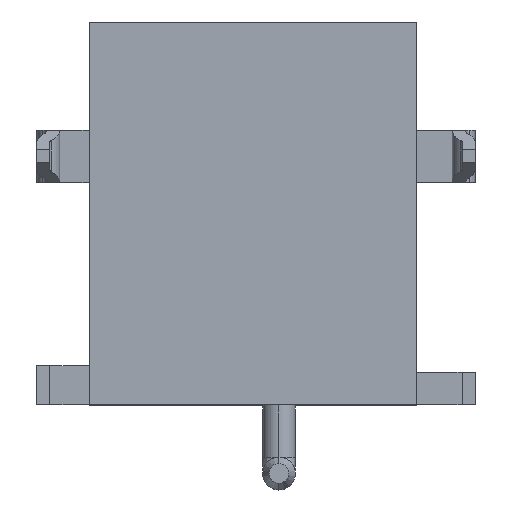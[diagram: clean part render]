
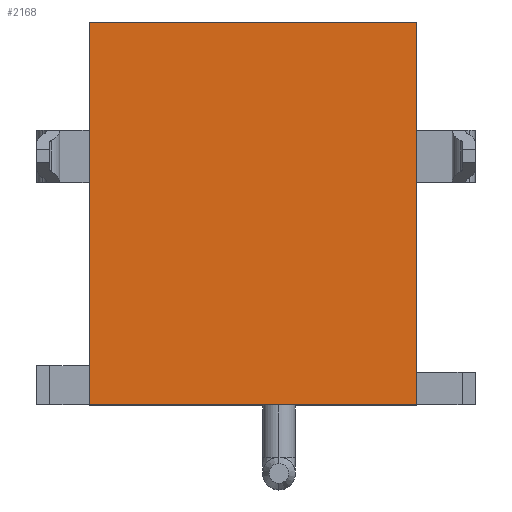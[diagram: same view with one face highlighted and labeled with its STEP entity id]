
A CAD part, top view. The second image highlights one B-rep face of the part: STEP entity #2168.
In plain terms, the highlighted planar face has unit normal (0, 0, 1).
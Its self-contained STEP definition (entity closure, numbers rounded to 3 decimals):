
#13=DIRECTION('',(1.,0.,0.));
#14=VECTOR('',#13,10.);
#15=CARTESIAN_POINT('',(-5.8,0.,4.5));
#16=LINE('',#15,#14);
#207=DIRECTION('',(0.,-1.,0.));
#208=VECTOR('',#207,11.7);
#209=CARTESIAN_POINT('',(4.2,0.,4.5));
#210=LINE('',#209,#208);
#625=DIRECTION('',(1.,0.,0.));
#626=VECTOR('',#625,10.);
#627=CARTESIAN_POINT('',(-5.8,-11.7,4.5));
#628=LINE('',#627,#626);
#762=DIRECTION('',(0.,-1.,0.));
#763=VECTOR('',#762,11.7);
#764=CARTESIAN_POINT('',(-5.8,0.,4.5));
#765=LINE('',#764,#763);
#833=CARTESIAN_POINT('',(-5.8,0.,4.5));
#835=VERTEX_POINT('',#833);
#836=CARTESIAN_POINT('',(4.2,0.,4.5));
#837=VERTEX_POINT('',#836);
#840=CARTESIAN_POINT('',(-5.8,-11.7,4.5));
#841=CARTESIAN_POINT('',(4.2,-11.7,4.5));
#842=VERTEX_POINT('',#840);
#843=VERTEX_POINT('',#841);
#2157=CARTESIAN_POINT('',(-5.8,0.,4.5));
#2158=DIRECTION('',(0.,0.,1.));
#2159=DIRECTION('',(1.,0.,0.));
#2160=AXIS2_PLACEMENT_3D('',#2157,#2158,#2159);
#2161=PLANE('',#2160);
#2162=ORIENTED_EDGE('',*,*,#1081,.T.);
#2163=ORIENTED_EDGE('',*,*,#1298,.T.);
#2164=ORIENTED_EDGE('',*,*,#1846,.F.);
#2165=ORIENTED_EDGE('',*,*,#1106,.F.);
#2166=EDGE_LOOP('',(#2162,#2163,#2164,#2165));
#2167=FACE_OUTER_BOUND('',#2166,.F.);
#2168=ADVANCED_FACE('',(#2167),#2161,.T.);
#1081=EDGE_CURVE('',#835,#837,#16,.T.);
#1106=EDGE_CURVE('',#835,#842,#765,.T.);
#1298=EDGE_CURVE('',#837,#843,#210,.T.);
#1846=EDGE_CURVE('',#842,#843,#628,.T.);
